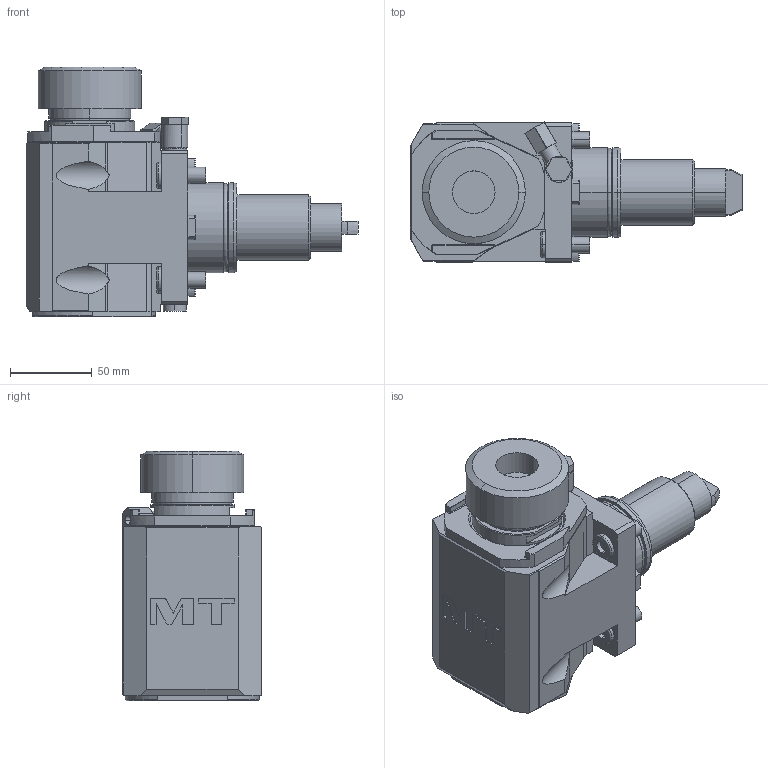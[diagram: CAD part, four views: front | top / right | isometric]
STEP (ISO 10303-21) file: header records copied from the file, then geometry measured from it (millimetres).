
FILE_DESCRIPTION((''),'2;1');
FILE_NAME('DWO0870140_CONF','2023-03-27T16:25:21',('smalpassi'),('M.T. srl'),'CREO PARAMETRIC BY PTC INC, 2021072','CREO PARAMETRIC BY PTC INC, 2021072','');
FILE_SCHEMA(('CONFIG_CONTROL_DESIGN'));
Length unit declared in the file: millimetre
Products named in the file (1): DWO0870140_CONF
Bounding box: 203 x 85.5 x 152.71 mm (x, y, z)
Volume: 1076573.9 mm3; surface area: 96103.9 mm2
Topology: 1 solids, 1 shells, 375 faces, 922 edges, 596 vertices
Faces by surface type: plane 189, cylinder 132, cone 34, torus 18, extrusion 2
Entity records: 11625 total; most frequent: CARTESIAN_POINT 2580, DIRECTION 1908, ORIENTED_EDGE 1844, EDGE_CURVE 922, AXIS2_PLACEMENT_3D 701, VERTEX_POINT 596, VECTOR 506, LINE 504
